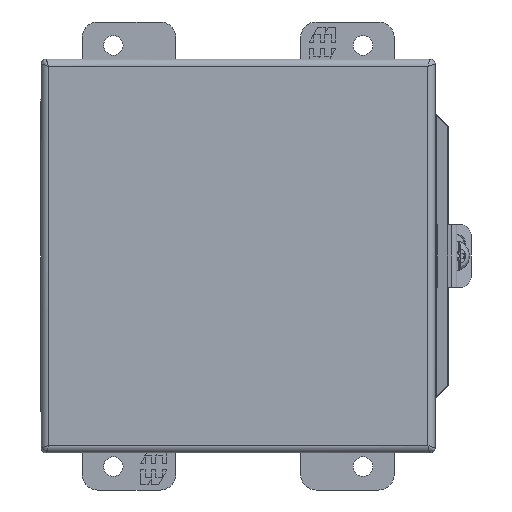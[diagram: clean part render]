
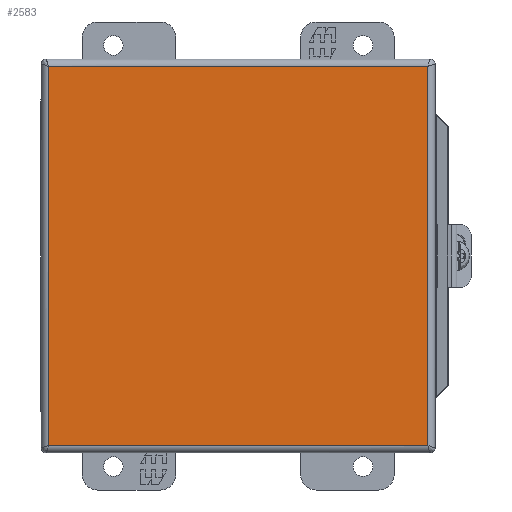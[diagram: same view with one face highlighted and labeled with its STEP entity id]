
A CAD part, front view. The second image highlights one B-rep face of the part: STEP entity #2583.
In plain terms, the highlighted planar face has unit normal (0, -1, 0).
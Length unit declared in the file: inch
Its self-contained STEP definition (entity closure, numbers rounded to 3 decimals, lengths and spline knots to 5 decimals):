
#203 = PLANE ( 'NONE',  #15592 ) ;
#294 = CARTESIAN_POINT ( 'NONE',  ( 0., -4.19685, 0. ) ) ;
#340 = LINE ( 'NONE', #2517, #11033 ) ;
#532 = VECTOR ( 'NONE', #8338, 39.37008 ) ;
#1088 = VERTEX_POINT ( 'NONE', #12030 ) ;
#2169 = ORIENTED_EDGE ( 'NONE', *, *, #2220, .T. ) ;
#2220 = EDGE_CURVE ( 'NONE', #16664, #2883, #340, .T. ) ;
#2517 = CARTESIAN_POINT ( 'NONE',  ( -3.15591, -4.19685, 3.0378 ) ) ;
#2583 = ADVANCED_FACE ( 'NONE', ( #2593 ), #203, .T. ) ;
#2593 = FACE_OUTER_BOUND ( 'NONE', #21889, .T. ) ;
#2883 = VERTEX_POINT ( 'NONE', #9690 ) ;
#3469 = EDGE_CURVE ( 'NONE', #13199, #16664, #17312, .T. ) ;
#4927 = ORIENTED_EDGE ( 'NONE', *, *, #9685, .T. ) ;
#6066 = ORIENTED_EDGE ( 'NONE', *, *, #3469, .T. ) ;
#7022 = DIRECTION ( 'NONE',  ( 1., 0., 0. ) ) ;
#8140 = CARTESIAN_POINT ( 'NONE',  ( 3.0378, -4.19685, 3.15591 ) ) ;
#8338 = DIRECTION ( 'NONE',  ( 0., 0., 1. ) ) ;
#8944 = ORIENTED_EDGE ( 'NONE', *, *, #8988, .T. ) ;
#8988 = EDGE_CURVE ( 'NONE', #1088, #13199, #10797, .T. ) ;
#9685 = EDGE_CURVE ( 'NONE', #2883, #1088, #19985, .T. ) ;
#9690 = CARTESIAN_POINT ( 'NONE',  ( -3.0378, -4.19685, 3.0378 ) ) ;
#10797 = LINE ( 'NONE', #15579, #27676 ) ;
#11033 = VECTOR ( 'NONE', #20128, 39.37008 ) ;
#12030 = CARTESIAN_POINT ( 'NONE',  ( -3.0378, -4.19685, -3.0378 ) ) ;
#12911 = DIRECTION ( 'NONE',  ( 0., -1., 0. ) ) ;
#13199 = VERTEX_POINT ( 'NONE', #27135 ) ;
#13528 = VECTOR ( 'NONE', #25181, 39.37008 ) ;
#14408 = CARTESIAN_POINT ( 'NONE',  ( -3.0378, -4.19685, 0. ) ) ;
#15579 = CARTESIAN_POINT ( 'NONE',  ( 0., -4.19685, -3.0378 ) ) ;
#15592 = AXIS2_PLACEMENT_3D ( 'NONE', #294, #12911, #23867 ) ;
#16664 = VERTEX_POINT ( 'NONE', #23217 ) ;
#17312 = LINE ( 'NONE', #8140, #532 ) ;
#19985 = LINE ( 'NONE', #14408, #13528 ) ;
#20128 = DIRECTION ( 'NONE',  ( -1., 0., 0. ) ) ;
#21889 = EDGE_LOOP ( 'NONE', ( #6066, #2169, #4927, #8944 ) ) ;
#23217 = CARTESIAN_POINT ( 'NONE',  ( 3.0378, -4.19685, 3.0378 ) ) ;
#23867 = DIRECTION ( 'NONE',  ( 0., 0., -1. ) ) ;
#25181 = DIRECTION ( 'NONE',  ( 0., 0., -1. ) ) ;
#27135 = CARTESIAN_POINT ( 'NONE',  ( 3.0378, -4.19685, -3.0378 ) ) ;
#27676 = VECTOR ( 'NONE', #7022, 39.37008 ) ;
